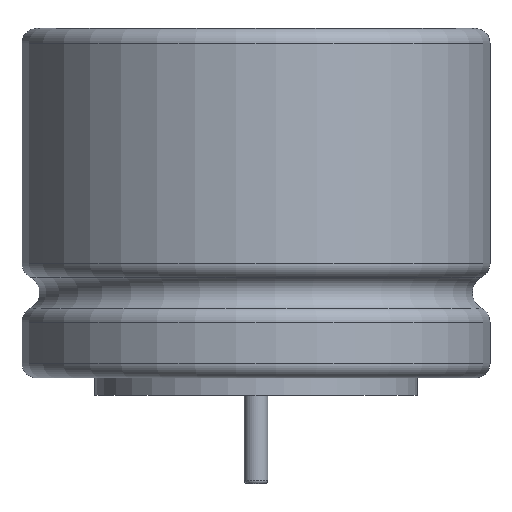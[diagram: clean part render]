
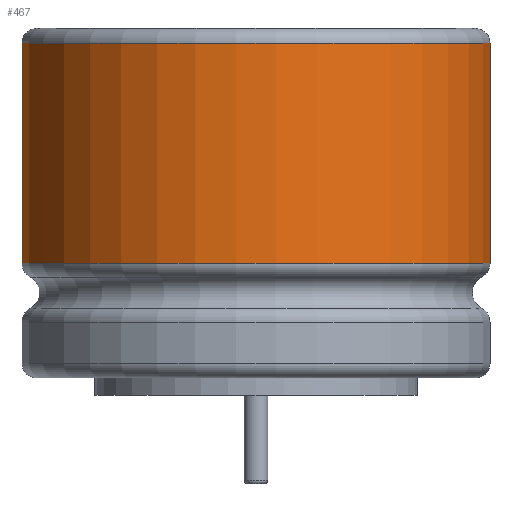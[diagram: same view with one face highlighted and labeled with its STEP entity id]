
A CAD part, left-side view. The second image highlights one B-rep face of the part: STEP entity #467.
In plain terms, the highlighted cylindrical face has radius 8 mm (diameter 16 mm), a partial arc.
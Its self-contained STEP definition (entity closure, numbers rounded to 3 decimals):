
#74 = PLANE('',#75);
#75 = AXIS2_PLACEMENT_3D('',#76,#77,#78);
#76 = CARTESIAN_POINT('',(7.389,-1.98,6.47)
  );
#77 = DIRECTION('',(0.259,0.966,0.));
#78 = DIRECTION('',(0.,0.,1.));
#134 = PLANE('',#135);
#135 = AXIS2_PLACEMENT_3D('',#136,#137,#138);
#136 = CARTESIAN_POINT('',(7.389,1.98,6.47)
  );
#137 = DIRECTION('',(-0.259,0.966,0.));
#138 = DIRECTION('',(0.,0.,1.));
#348 = TOROIDAL_SURFACE('',#349,7.5,0.5);
#349 = AXIS2_PLACEMENT_3D('',#350,#351,#352);
#350 = CARTESIAN_POINT('',(0.,0.,12.));
#351 = DIRECTION('',(0.,0.,1.));
#352 = DIRECTION('',(0.966,0.259,0.));
#384 = EDGE_CURVE('',#385,#387,#389,.T.);
#385 = VERTEX_POINT('',#386);
#386 = CARTESIAN_POINT('',(7.727,2.071,12.));
#387 = VERTEX_POINT('',#388);
#388 = CARTESIAN_POINT('',(7.727,-2.071,12.));
#389 = SURFACE_CURVE('',#390,(#395,#402),.PCURVE_S1.);
#390 = CIRCLE('',#391,8.);
#391 = AXIS2_PLACEMENT_3D('',#392,#393,#394);
#392 = CARTESIAN_POINT('',(0.,0.,12.));
#393 = DIRECTION('',(0.,-0.,1.));
#394 = DIRECTION('',(0.966,0.259,0.));
#395 = PCURVE('',#348,#396);
#396 = DEFINITIONAL_REPRESENTATION('',(#397),#401);
#397 = LINE('',#398,#399);
#398 = CARTESIAN_POINT('',(0.,0.));
#399 = VECTOR('',#400,1.);
#400 = DIRECTION('',(1.,0.));
#401 = ( GEOMETRIC_REPRESENTATION_CONTEXT(2) 
PARAMETRIC_REPRESENTATION_CONTEXT() REPRESENTATION_CONTEXT('2D SPACE',''
  ) );
#402 = PCURVE('',#403,#408);
#403 = CYLINDRICAL_SURFACE('',#404,8.);
#404 = AXIS2_PLACEMENT_3D('',#405,#406,#407);
#405 = CARTESIAN_POINT('',(0.,0.,12.));
#406 = DIRECTION('',(0.,-0.,-1.));
#407 = DIRECTION('',(0.966,0.259,0.));
#408 = DEFINITIONAL_REPRESENTATION('',(#409),#413);
#409 = LINE('',#410,#411);
#410 = CARTESIAN_POINT('',(-0.,0.));
#411 = VECTOR('',#412,1.);
#412 = DIRECTION('',(-1.,0.));
#413 = ( GEOMETRIC_REPRESENTATION_CONTEXT(2) 
PARAMETRIC_REPRESENTATION_CONTEXT() REPRESENTATION_CONTEXT('2D SPACE',''
  ) );
#467 = ADVANCED_FACE('',(#468),#403,.T.);
#468 = FACE_BOUND('',#469,.F.);
#469 = EDGE_LOOP('',(#470,#471,#494,#523));
#470 = ORIENTED_EDGE('',*,*,#384,.T.);
#471 = ORIENTED_EDGE('',*,*,#472,.T.);
#472 = EDGE_CURVE('',#387,#473,#475,.T.);
#473 = VERTEX_POINT('',#474);
#474 = CARTESIAN_POINT('',(7.727,-2.071,4.5));
#475 = SURFACE_CURVE('',#476,(#480,#487),.PCURVE_S1.);
#476 = LINE('',#477,#478);
#477 = CARTESIAN_POINT('',(7.727,-2.071,12.));
#478 = VECTOR('',#479,1.);
#479 = DIRECTION('',(0.,-0.,-1.));
#480 = PCURVE('',#403,#481);
#481 = DEFINITIONAL_REPRESENTATION('',(#482),#486);
#482 = LINE('',#483,#484);
#483 = CARTESIAN_POINT('',(-5.76,0.));
#484 = VECTOR('',#485,1.);
#485 = DIRECTION('',(-0.,1.));
#486 = ( GEOMETRIC_REPRESENTATION_CONTEXT(2) 
PARAMETRIC_REPRESENTATION_CONTEXT() REPRESENTATION_CONTEXT('2D SPACE',''
  ) );
#487 = PCURVE('',#74,#488);
#488 = DEFINITIONAL_REPRESENTATION('',(#489),#493);
#489 = LINE('',#490,#491);
#490 = CARTESIAN_POINT('',(5.53,0.351));
#491 = VECTOR('',#492,1.);
#492 = DIRECTION('',(-1.,0.));
#493 = ( GEOMETRIC_REPRESENTATION_CONTEXT(2) 
PARAMETRIC_REPRESENTATION_CONTEXT() REPRESENTATION_CONTEXT('2D SPACE',''
  ) );
#494 = ORIENTED_EDGE('',*,*,#495,.F.);
#495 = EDGE_CURVE('',#496,#473,#498,.T.);
#496 = VERTEX_POINT('',#497);
#497 = CARTESIAN_POINT('',(7.727,2.071,4.5));
#498 = SURFACE_CURVE('',#499,(#504,#511),.PCURVE_S1.);
#499 = CIRCLE('',#500,8.);
#500 = AXIS2_PLACEMENT_3D('',#501,#502,#503);
#501 = CARTESIAN_POINT('',(0.,0.,4.5));
#502 = DIRECTION('',(0.,-0.,1.));
#503 = DIRECTION('',(0.966,0.259,0.));
#504 = PCURVE('',#403,#505);
#505 = DEFINITIONAL_REPRESENTATION('',(#506),#510);
#506 = LINE('',#507,#508);
#507 = CARTESIAN_POINT('',(-0.,7.5));
#508 = VECTOR('',#509,1.);
#509 = DIRECTION('',(-1.,0.));
#510 = ( GEOMETRIC_REPRESENTATION_CONTEXT(2) 
PARAMETRIC_REPRESENTATION_CONTEXT() REPRESENTATION_CONTEXT('2D SPACE',''
  ) );
#511 = PCURVE('',#512,#517);
#512 = TOROIDAL_SURFACE('',#513,7.467,0.533);
#513 = AXIS2_PLACEMENT_3D('',#514,#515,#516);
#514 = CARTESIAN_POINT('',(0.,0.,4.5));
#515 = DIRECTION('',(0.,0.,1.));
#516 = DIRECTION('',(0.966,0.259,0.));
#517 = DEFINITIONAL_REPRESENTATION('',(#518),#522);
#518 = LINE('',#519,#520);
#519 = CARTESIAN_POINT('',(0.,6.283));
#520 = VECTOR('',#521,1.);
#521 = DIRECTION('',(1.,0.));
#522 = ( GEOMETRIC_REPRESENTATION_CONTEXT(2) 
PARAMETRIC_REPRESENTATION_CONTEXT() REPRESENTATION_CONTEXT('2D SPACE',''
  ) );
#523 = ORIENTED_EDGE('',*,*,#524,.F.);
#524 = EDGE_CURVE('',#385,#496,#525,.T.);
#525 = SURFACE_CURVE('',#526,(#530,#537),.PCURVE_S1.);
#526 = LINE('',#527,#528);
#527 = CARTESIAN_POINT('',(7.727,2.071,12.));
#528 = VECTOR('',#529,1.);
#529 = DIRECTION('',(0.,0.,-1.));
#530 = PCURVE('',#403,#531);
#531 = DEFINITIONAL_REPRESENTATION('',(#532),#536);
#532 = LINE('',#533,#534);
#533 = CARTESIAN_POINT('',(-0.,0.));
#534 = VECTOR('',#535,1.);
#535 = DIRECTION('',(-0.,1.));
#536 = ( GEOMETRIC_REPRESENTATION_CONTEXT(2) 
PARAMETRIC_REPRESENTATION_CONTEXT() REPRESENTATION_CONTEXT('2D SPACE',''
  ) );
#537 = PCURVE('',#134,#538);
#538 = DEFINITIONAL_REPRESENTATION('',(#539),#543);
#539 = LINE('',#540,#541);
#540 = CARTESIAN_POINT('',(5.53,0.351));
#541 = VECTOR('',#542,1.);
#542 = DIRECTION('',(-1.,0.));
#543 = ( GEOMETRIC_REPRESENTATION_CONTEXT(2) 
PARAMETRIC_REPRESENTATION_CONTEXT() REPRESENTATION_CONTEXT('2D SPACE',''
  ) );
